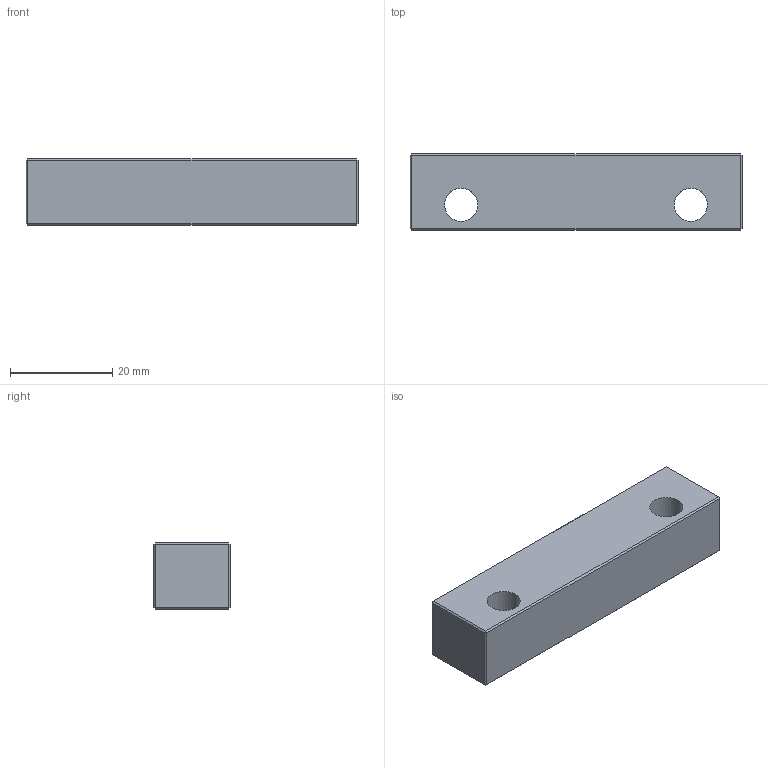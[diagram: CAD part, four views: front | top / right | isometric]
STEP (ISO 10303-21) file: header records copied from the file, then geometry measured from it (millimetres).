
FILE_DESCRIPTION((''),'2;1');
FILE_NAME('ECOSY_Distanzstueck für Sonderbuerste.stp','2011-09-16T10:23:47',('002164'),(''),'Autodesk Inventor 2010','Autodesk Inventor 2010','');
FILE_SCHEMA(('AUTOMOTIVE_DESIGN { 1 0 10303 214 1 1 1 1 }'));
Length unit declared in the file: millimetre
Products named in the file (1): eckle03c
Bounding box: 65 x 15 x 13 mm (x, y, z)
Volume: 11795.6 mm3; surface area: 4362.6 mm2
Topology: 1 solids, 1 shells, 28 faces, 54 edges, 28 vertices
Faces by surface type: plane 26, cylinder 2
Full cylindrical faces by diameter (mm): 6.5 x2
Entity records: 694 total; most frequent: DIRECTION 114, CARTESIAN_POINT 109, ORIENTED_EDGE 104, EDGE_CURVE 52, VECTOR 48, LINE 48, EDGE_LOOP 34, AXIS2_PLACEMENT_3D 33
